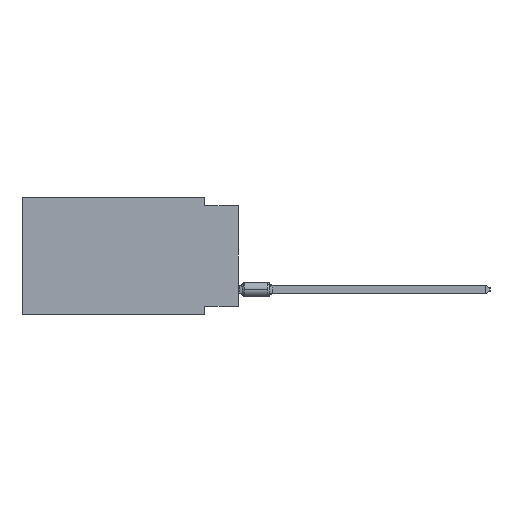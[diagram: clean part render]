
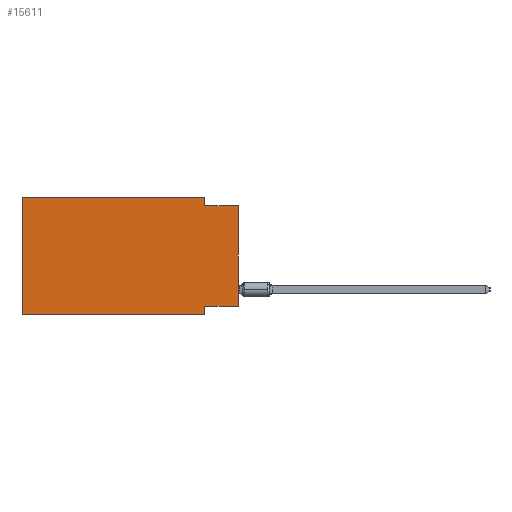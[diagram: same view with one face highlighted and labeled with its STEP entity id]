
A CAD part, left-side view. The second image highlights one B-rep face of the part: STEP entity #15611.
In plain terms, the highlighted planar face has unit normal (-1, 0, 0).
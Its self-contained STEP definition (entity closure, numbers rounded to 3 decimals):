
#20 = CARTESIAN_POINT ( 'NONE',  ( 0., 2.54, -8.89 ) ) ;
#600 = CARTESIAN_POINT ( 'NONE',  ( 0., 16.383, 0. ) ) ;
#725 = ORIENTED_EDGE ( 'NONE', *, *, #5106, .F. ) ;
#779 = CARTESIAN_POINT ( 'NONE',  ( 0., 2.54, -0.635 ) ) ;
#1931 = DIRECTION ( 'NONE',  ( 0., 0., 1. ) ) ;
#2191 = LINE ( 'NONE', #10084, #24508 ) ;
#2228 = VERTEX_POINT ( 'NONE', #14723 ) ;
#2515 = LINE ( 'NONE', #23900, #10236 ) ;
#2880 = DIRECTION ( 'NONE',  ( 0., 0., -1. ) ) ;
#2953 = CARTESIAN_POINT ( 'NONE',  ( 0., 2.54, 0. ) ) ;
#4656 = EDGE_LOOP ( 'NONE', ( #38965, #5994, #6341, #725, #6208, #43225, #35015, #18808 ) ) ;
#4766 = DIRECTION ( 'NONE',  ( 1., 0., 0. ) ) ;
#5106 = EDGE_CURVE ( 'NONE', #28812, #15439, #24651, .T. ) ;
#5418 = LINE ( 'NONE', #13098, #16747 ) ;
#5994 = ORIENTED_EDGE ( 'NONE', *, *, #28611, .F. ) ;
#6208 = ORIENTED_EDGE ( 'NONE', *, *, #44111, .F. ) ;
#6341 = ORIENTED_EDGE ( 'NONE', *, *, #34304, .F. ) ;
#6541 = LINE ( 'NONE', #20, #30388 ) ;
#6992 = CARTESIAN_POINT ( 'NONE',  ( 0., 16.383, 0. ) ) ;
#8039 = PLANE ( 'NONE',  #28160 ) ;
#8846 = CARTESIAN_POINT ( 'NONE',  ( 0., 0., -8.255 ) ) ;
#10084 = CARTESIAN_POINT ( 'NONE',  ( 0., 2.54, 0. ) ) ;
#10236 = VECTOR ( 'NONE', #20430, 1000. ) ;
#12328 = DIRECTION ( 'NONE',  ( 0., 1., 0. ) ) ;
#13098 = CARTESIAN_POINT ( 'NONE',  ( 0., 0., 0. ) ) ;
#14205 = DIRECTION ( 'NONE',  ( 0., 0., -1. ) ) ;
#14723 = CARTESIAN_POINT ( 'NONE',  ( 0., 0., -8.255 ) ) ;
#15439 = VERTEX_POINT ( 'NONE', #2953 ) ;
#15611 = ADVANCED_FACE ( 'NONE', ( #39875 ), #8039, .F. ) ;
#15981 = VERTEX_POINT ( 'NONE', #779 ) ;
#16747 = VECTOR ( 'NONE', #1931, 1000. ) ;
#18808 = ORIENTED_EDGE ( 'NONE', *, *, #19026, .F. ) ;
#18919 = VERTEX_POINT ( 'NONE', #32590 ) ;
#19026 = EDGE_CURVE ( 'NONE', #2228, #35103, #23240, .T. ) ;
#19674 = VECTOR ( 'NONE', #32957, 1000. ) ;
#20035 = VECTOR ( 'NONE', #12328, 1000. ) ;
#20430 = DIRECTION ( 'NONE',  ( 0., -1., 0. ) ) ;
#22642 = VECTOR ( 'NONE', #44865, 1000. ) ;
#23240 = LINE ( 'NONE', #8846, #20035 ) ;
#23900 = CARTESIAN_POINT ( 'NONE',  ( 0., 0., -0.635 ) ) ;
#24508 = VECTOR ( 'NONE', #2880, 1000. ) ;
#24651 = LINE ( 'NONE', #6992, #35057 ) ;
#24891 = EDGE_CURVE ( 'NONE', #18919, #43352, #36664, .T. ) ;
#26769 = LINE ( 'NONE', #33981, #22642 ) ;
#27395 = CARTESIAN_POINT ( 'NONE',  ( 0., 2.54, -8.89 ) ) ;
#28160 = AXIS2_PLACEMENT_3D ( 'NONE', #600, #4766, #29425 ) ;
#28611 = EDGE_CURVE ( 'NONE', #15981, #45547, #2515, .T. ) ;
#28812 = VERTEX_POINT ( 'NONE', #35072 ) ;
#28836 = DIRECTION ( 'NONE',  ( 0., -1., 0. ) ) ;
#29007 = CARTESIAN_POINT ( 'NONE',  ( 0., 16.383, -8.89 ) ) ;
#29425 = DIRECTION ( 'NONE',  ( 0., 0., -1. ) ) ;
#30388 = VECTOR ( 'NONE', #14205, 1000. ) ;
#32590 = CARTESIAN_POINT ( 'NONE',  ( 0., 16.383, -8.89 ) ) ;
#32957 = DIRECTION ( 'NONE',  ( 0., -1., 0. ) ) ;
#33632 = CARTESIAN_POINT ( 'NONE',  ( 0., 2.54, -8.255 ) ) ;
#33678 = EDGE_CURVE ( 'NONE', #35103, #43352, #6541, .T. ) ;
#33981 = CARTESIAN_POINT ( 'NONE',  ( 0., 16.383, 0. ) ) ;
#34304 = EDGE_CURVE ( 'NONE', #15439, #15981, #2191, .T. ) ;
#35015 = ORIENTED_EDGE ( 'NONE', *, *, #33678, .F. ) ;
#35057 = VECTOR ( 'NONE', #28836, 1000. ) ;
#35072 = CARTESIAN_POINT ( 'NONE',  ( 0., 16.383, 0. ) ) ;
#35103 = VERTEX_POINT ( 'NONE', #33632 ) ;
#35539 = CARTESIAN_POINT ( 'NONE',  ( 0., 0., -0.635 ) ) ;
#36664 = LINE ( 'NONE', #29007, #19674 ) ;
#38965 = ORIENTED_EDGE ( 'NONE', *, *, #42441, .T. ) ;
#39875 = FACE_OUTER_BOUND ( 'NONE', #4656, .T. ) ;
#42441 = EDGE_CURVE ( 'NONE', #2228, #45547, #5418, .T. ) ;
#43225 = ORIENTED_EDGE ( 'NONE', *, *, #24891, .T. ) ;
#43352 = VERTEX_POINT ( 'NONE', #27395 ) ;
#44111 = EDGE_CURVE ( 'NONE', #18919, #28812, #26769, .T. ) ;
#44865 = DIRECTION ( 'NONE',  ( 0., 0., 1. ) ) ;
#45547 = VERTEX_POINT ( 'NONE', #35539 ) ;
